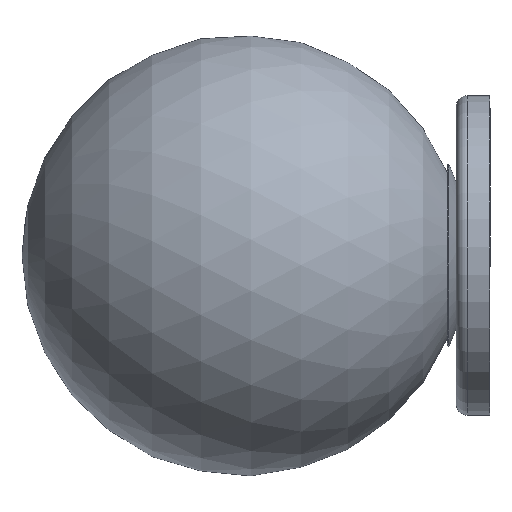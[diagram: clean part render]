
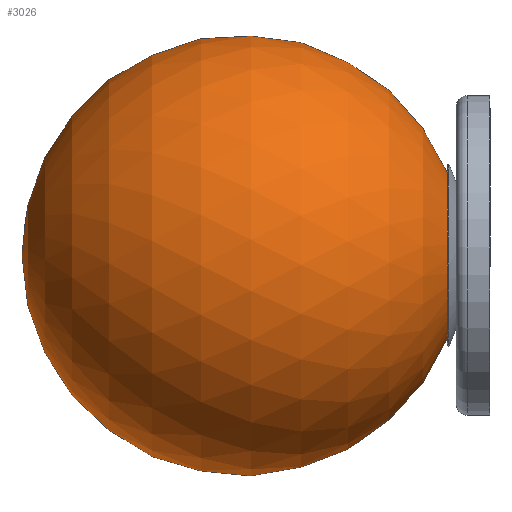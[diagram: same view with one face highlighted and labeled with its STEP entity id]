
A CAD part, left-side view. The second image highlights one B-rep face of the part: STEP entity #3026.
In plain terms, the highlighted spherical face has radius 60 mm.
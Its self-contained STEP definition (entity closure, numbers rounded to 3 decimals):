
#65=SPHERICAL_SURFACE('',#3354,60.);
#236=FACE_OUTER_BOUND('',#407,.T.);
#407=EDGE_LOOP('',(#2136,#2137,#2138));
#1252=CIRCLE('',#3350,22.5);
#1255=CIRCLE('',#3355,60.);
#1371=VERTEX_POINT('',#4589);
#1374=VERTEX_POINT('',#4598);
#1669=EDGE_CURVE('',#1371,#1371,#1252,.T.);
#1673=EDGE_CURVE('',#1374,#1371,#1255,.T.);
#2136=ORIENTED_EDGE('',*,*,#1669,.F.);
#2137=ORIENTED_EDGE('',*,*,#1673,.F.);
#2138=ORIENTED_EDGE('',*,*,#1673,.T.);
#3026=ADVANCED_FACE('',(#236),#65,.T.);
#3350=AXIS2_PLACEMENT_3D('',#4590,#3675,#3676);
#3354=AXIS2_PLACEMENT_3D('',#4597,#3684,#3685);
#3355=AXIS2_PLACEMENT_3D('',#4599,#3686,#3687);
#3675=DIRECTION('center_axis',(0.,0.,
-1.));
#3676=DIRECTION('ref_axis',(1.,0.,0.));
#3684=DIRECTION('center_axis',(0.,0.,
1.));
#3685=DIRECTION('ref_axis',(1.,0.,0.));
#3686=DIRECTION('center_axis',(0.,-1.,0.));
#3687=DIRECTION('ref_axis',(-1.,0.,0.));
#4589=CARTESIAN_POINT('',(-22.5,0.,0.));
#4590=CARTESIAN_POINT('Origin',(0.,0.,0.));
#4597=CARTESIAN_POINT('Origin',(0.,0.,
55.621));
#4598=CARTESIAN_POINT('',(0.,0.,115.621));
#4599=CARTESIAN_POINT('Origin',(0.,0.,
55.621));
